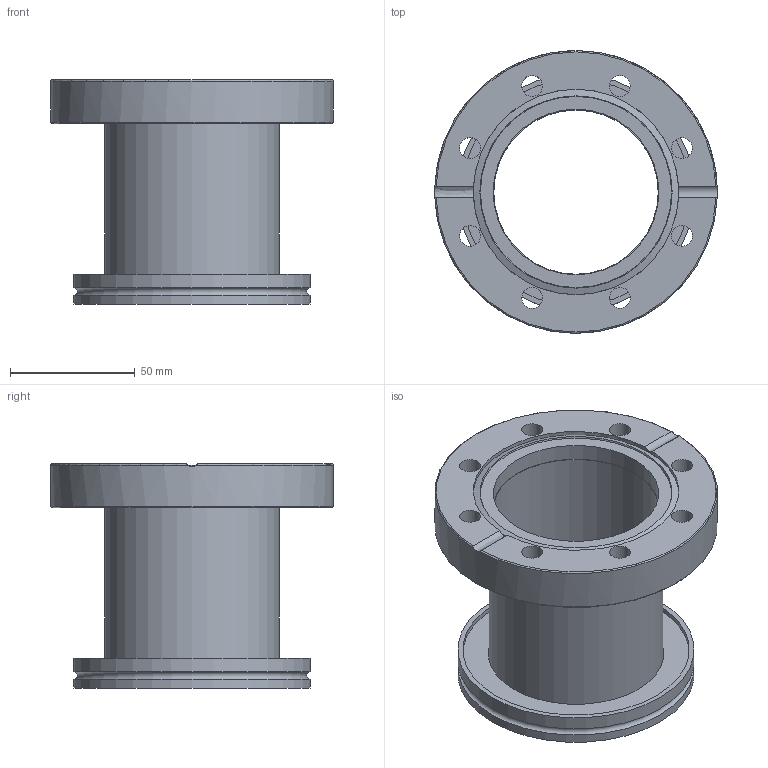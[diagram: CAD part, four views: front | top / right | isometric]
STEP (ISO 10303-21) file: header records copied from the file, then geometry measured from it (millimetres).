
FILE_DESCRIPTION((''),'2;1');
FILE_NAME('SA6363.stp','2009-03-06T13:01:17',('hasers'),(''),'Autodesk Inventor 2008','Autodesk Inventor 2008','');
FILE_SCHEMA(('AUTOMOTIVE_DESIGN { 1 0 10303 214 1 1 1 1 }'));
Length unit declared in the file: millimetre
Products named in the file (4): SA6363; ISO [Category [Summary]=1.4301][Title [Summary]=ISO63B70]; CF-07 [Keywords [Summary]=1.4301][Company [Summary]=Vacom][Title [Summary]=F63B70]; Rohre [Subject [Summary]=normal][Keywords [Summary]=1.4301][Title [Summary]=70x2,0 (0,5m)]_2
Assembly tree (3 placements, depth 2):
  SA6363
    ISO [Category [Summary]=1.4301][Title [Summary]=ISO63B70]
    CF-07 [Keywords [Summary]=1.4301][Company [Summary]=Vacom][Title [Summary]=F63B70]
    Rohre [Subject [Summary]=normal][Keywords [Summary]=1.4301][Title [Summary]=70x2,0 (0,5m)]_2
Bounding box: 113.5 x 113.5 x 90 mm (x, y, z)
Volume: 167809.3 mm3; surface area: 72993.8 mm2
Topology: 3 solids, 3 shells, 42 faces, 98 edges, 66 vertices
Faces by surface type: bspline 12, cylinder 11, plane 11, torus 5, cone 3
Full cylindrical faces by diameter (mm): 66 x1, 66.5 x1, 70 x2, 70.3 x1, 82.5 x1, 91 x1, 95 x2, 113.5 x1
Entity records: 1414 total; most frequent: CARTESIAN_POINT 471, DIRECTION 176, ORIENTED_EDGE 122, EDGE_LOOP 94, AXIS2_PLACEMENT_3D 86, EDGE_CURVE 61, VERTEX_POINT 55, FACE_BOUND 52
